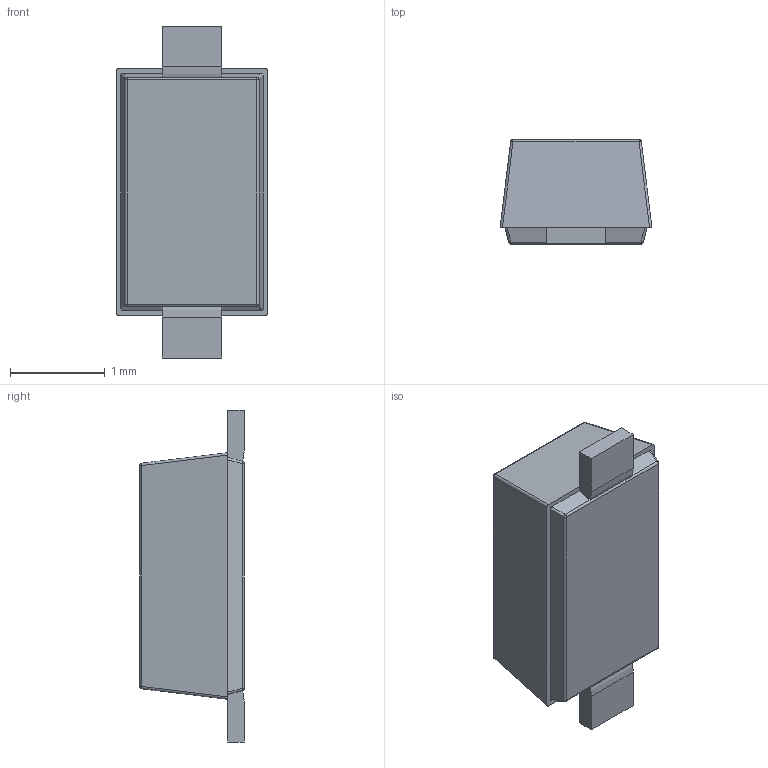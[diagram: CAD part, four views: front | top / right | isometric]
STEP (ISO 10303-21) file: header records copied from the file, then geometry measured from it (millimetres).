
FILE_DESCRIPTION (( '3D model for products with SOD123F package' ), '1' );
FILE_NAME ('SOD123F.STEP', '2023-10-04T05:25:38', ( 'Packaging R&D' ), ( 'Nexperia' ), 'SwSTEP 2.0', 'SolidWorks 2022', '' );
FILE_SCHEMA (( 'AUTOMOTIVE_DESIGN' ));
Length unit declared in the file: millimetre
Products named in the file (4): SOD123F lower body; SOD123F; SOD123F upper body; SOD123F Lead
Assembly tree (3 placements, depth 2):
  SOD123F
    SOD123F Lead
    SOD123F lower body
    SOD123F upper body
Bounding box: 1.6 x 1.1 x 3.5 mm (x, y, z)
Volume: 4.2 mm3; surface area: 30.9 mm2
Topology: 4 solids, 4 shells, 116 faces, 293 edges, 182 vertices
Faces by surface type: plane 69, cylinder 39, sphere 8
Entity records: 3664 total; most frequent: CARTESIAN_POINT 613, DIRECTION 595, ORIENTED_EDGE 570, EDGE_CURVE 285, VECTOR 203, LINE 203, AXIS2_PLACEMENT_3D 196, VERTEX_POINT 182
